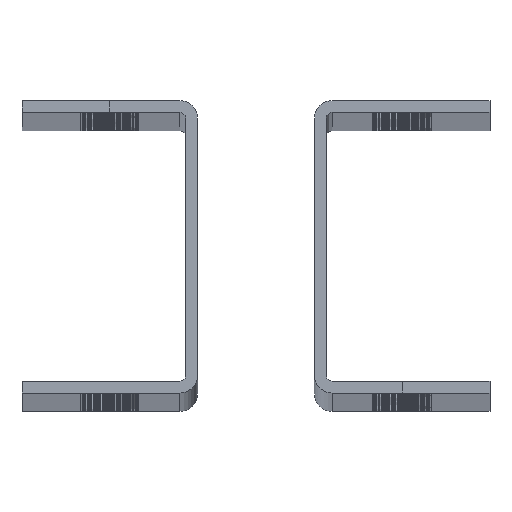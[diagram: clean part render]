
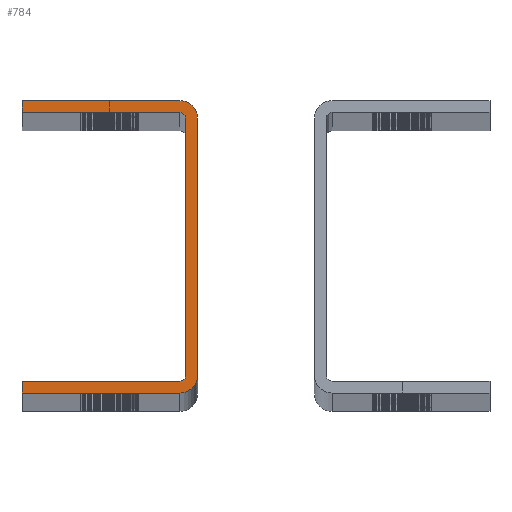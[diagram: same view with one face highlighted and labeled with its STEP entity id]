
A CAD part, top view. The second image highlights one B-rep face of the part: STEP entity #784.
In plain terms, the highlighted planar face has unit normal (0, 0, 1).
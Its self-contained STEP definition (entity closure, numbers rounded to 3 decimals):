
#784=ADVANCED_FACE('',(#3401),#3402,.T.);
#3401=FACE_OUTER_BOUND('',#7173,.T.);
#3402=PLANE('',#7174);
#7173=EDGE_LOOP('',(#15609,#15610,#15611,#15612,#15613,#15614,#15615,#15616,#15617,#15618,#15619,#15620));
#7174=AXIS2_PLACEMENT_3D('',#15621,#15622,#15623);
#15609=ORIENTED_EDGE('',*,*,#24369,.F.);
#15610=ORIENTED_EDGE('',*,*,#24403,.F.);
#15611=ORIENTED_EDGE('',*,*,#24400,.F.);
#15612=ORIENTED_EDGE('',*,*,#24397,.F.);
#15613=ORIENTED_EDGE('',*,*,#24394,.F.);
#15614=ORIENTED_EDGE('',*,*,#24391,.F.);
#15615=ORIENTED_EDGE('',*,*,#24388,.F.);
#15616=ORIENTED_EDGE('',*,*,#24385,.F.);
#15617=ORIENTED_EDGE('',*,*,#24382,.F.);
#15618=ORIENTED_EDGE('',*,*,#24379,.F.);
#15619=ORIENTED_EDGE('',*,*,#24376,.F.);
#15620=ORIENTED_EDGE('',*,*,#24373,.F.);
#15621=CARTESIAN_POINT('',(-19.447,0.,1800.0));
#15622=DIRECTION('',(0.0,0.0,1.0));
#15623=DIRECTION('',(1.0,0.0,0.0));
#24369=EDGE_CURVE('',#30185,#30186,#30187,.T.);
#24373=EDGE_CURVE('',#30186,#30193,#30194,.T.);
#24376=EDGE_CURVE('',#30193,#30198,#30199,.T.);
#24379=EDGE_CURVE('',#30198,#30203,#30204,.T.);
#24382=EDGE_CURVE('',#30203,#30208,#30209,.T.);
#24385=EDGE_CURVE('',#30208,#30213,#30214,.T.);
#24388=EDGE_CURVE('',#30213,#30218,#30219,.T.);
#24391=EDGE_CURVE('',#30218,#30223,#30224,.T.);
#24394=EDGE_CURVE('',#30223,#30228,#30229,.T.);
#24397=EDGE_CURVE('',#30228,#30233,#30234,.T.);
#24400=EDGE_CURVE('',#30233,#30238,#30239,.T.);
#24403=EDGE_CURVE('',#30238,#30185,#30243,.T.);
#30185=VERTEX_POINT('',#38499);
#30186=VERTEX_POINT('',#38500);
#30187=CIRCLE('',#38501,3.0);
#30193=VERTEX_POINT('',#38509);
#30194=LINE('',#38510,#38511);
#30198=VERTEX_POINT('',#38517);
#30199=LINE('',#38518,#38519);
#30203=VERTEX_POINT('',#38525);
#30204=LINE('',#38526,#38527);
#30208=VERTEX_POINT('',#38533);
#30209=CIRCLE('',#38534,1.0);
#30213=VERTEX_POINT('',#38539);
#30214=LINE('',#38540,#38541);
#30218=VERTEX_POINT('',#38547);
#30219=CIRCLE('',#38548,1.0);
#30223=VERTEX_POINT('',#38553);
#30224=LINE('',#38554,#38555);
#30228=VERTEX_POINT('',#38561);
#30229=LINE('',#38562,#38563);
#30233=VERTEX_POINT('',#38569);
#30234=LINE('',#38570,#38571);
#30238=VERTEX_POINT('',#38577);
#30239=CIRCLE('',#38578,3.0);
#30243=LINE('',#38583,#38584);
#38499=CARTESIAN_POINT('',(-10.0,-22.0,1800.0));
#38500=CARTESIAN_POINT('',(-13.0,-25.0,1800.0));
#38501=AXIS2_PLACEMENT_3D('',#47713,#47714,#47715);
#38509=CARTESIAN_POINT('',(-40.0,-25.0,1800.0));
#38510=CARTESIAN_POINT('',(-40.0,-25.0,1800.0));
#38511=VECTOR('',#47721,1.0);
#38517=CARTESIAN_POINT('',(-40.0,-23.0,1800.0));
#38518=CARTESIAN_POINT('',(-40.0,-23.0,1800.0));
#38519=VECTOR('',#47724,1.0);
#38525=CARTESIAN_POINT('',(-13.0,-23.0,1800.0));
#38526=CARTESIAN_POINT('',(-40.0,-23.0,1800.0));
#38527=VECTOR('',#47727,1.0);
#38533=CARTESIAN_POINT('',(-12.0,-22.0,1800.0));
#38534=AXIS2_PLACEMENT_3D('',#47730,#47731,#47732);
#38539=CARTESIAN_POINT('',(-12.0,22.0,1800.0));
#38540=CARTESIAN_POINT('',(-12.0,22.0,1800.0));
#38541=VECTOR('',#47737,1.0);
#38547=CARTESIAN_POINT('',(-13.0,23.0,1800.0));
#38548=AXIS2_PLACEMENT_3D('',#47740,#47741,#47742);
#38553=CARTESIAN_POINT('',(-40.0,23.0,1800.0));
#38554=CARTESIAN_POINT('',(-40.0,23.0,1800.0));
#38555=VECTOR('',#47747,1.0);
#38561=CARTESIAN_POINT('',(-40.0,25.0,1800.0));
#38562=CARTESIAN_POINT('',(-40.0,25.0,1800.0));
#38563=VECTOR('',#47750,1.0);
#38569=CARTESIAN_POINT('',(-13.0,25.0,1800.0));
#38570=CARTESIAN_POINT('',(-40.0,25.0,1800.0));
#38571=VECTOR('',#47753,1.0);
#38577=CARTESIAN_POINT('',(-10.0,22.0,1800.0));
#38578=AXIS2_PLACEMENT_3D('',#47756,#47757,#47758);
#38583=CARTESIAN_POINT('',(-10.0,22.0,1800.0));
#38584=VECTOR('',#47763,1.0);
#47713=CARTESIAN_POINT('',(-13.0,-22.0,1800.0));
#47714=DIRECTION('',(0.0,0.0,-1.0));
#47715=DIRECTION('',(1.0,0.0,0.0));
#47721=DIRECTION('',(-1.0,-0.0,-0.0));
#47724=DIRECTION('',(0.0,1.0,0.0));
#47727=DIRECTION('',(1.0,0.0,0.0));
#47730=CARTESIAN_POINT('',(-13.0,-22.0,1800.0));
#47731=DIRECTION('',(0.0,0.0,1.0));
#47732=DIRECTION('',(1.0,0.0,0.0));
#47737=DIRECTION('',(0.0,1.0,0.0));
#47740=CARTESIAN_POINT('',(-13.0,22.0,1800.0));
#47741=DIRECTION('',(0.0,0.0,1.0));
#47742=DIRECTION('',(1.0,0.0,0.0));
#47747=DIRECTION('',(-1.0,-0.0,-0.0));
#47750=DIRECTION('',(0.0,1.0,0.0));
#47753=DIRECTION('',(1.0,0.0,0.0));
#47756=CARTESIAN_POINT('',(-13.0,22.0,1800.0));
#47757=DIRECTION('',(0.0,0.0,-1.0));
#47758=DIRECTION('',(1.0,0.0,0.0));
#47763=DIRECTION('',(0.0,-1.0,0.0));
